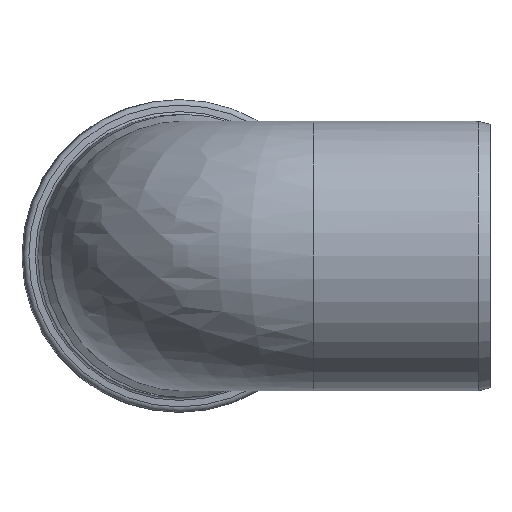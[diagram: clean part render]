
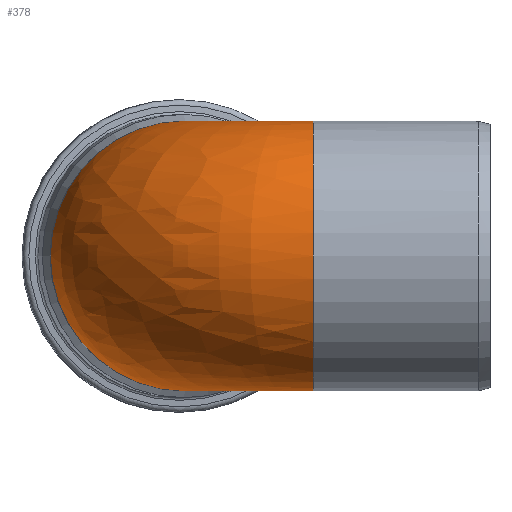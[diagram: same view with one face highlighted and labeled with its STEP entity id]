
A CAD part, left-side view. The second image highlights one B-rep face of the part: STEP entity #378.
In plain terms, the highlighted free-form (B-spline) face has degree [2, 2] with [9, 3] control points.
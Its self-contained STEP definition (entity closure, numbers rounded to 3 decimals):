
#40=(
BOUNDED_SURFACE()
B_SPLINE_SURFACE(2,2,((#691,#692,#693),(#694,#695,#696),(#697,#698,#699),
(#700,#701,#702),(#703,#704,#705),(#706,#707,#708),(#709,#710,#711),(#712,
#713,#714),(#715,#716,#717)),.UNSPECIFIED.,.F.,.F.,.F.)
B_SPLINE_SURFACE_WITH_KNOTS((3,2,2,2,3),(3,3),(-2.757,-1.378,
0.,1.378,2.757),(0.,
1.527),.UNSPECIFIED.)
GEOMETRIC_REPRESENTATION_ITEM()
RATIONAL_B_SPLINE_SURFACE(((1.,0.722,1.),(0.772,
0.558,0.772),(1.,0.722,1.),(0.772,
0.558,0.772),(1.,0.722,1.),(0.772,
0.558,0.772),(1.,0.722,1.),(0.772,
0.558,0.772),(1.,0.722,1.)))
REPRESENTATION_ITEM('')
SURFACE()
);
#45=B_SPLINE_CURVE_WITH_KNOTS('',3,(#655,#656,#657,#658,#659,#660,#661,
#662,#663,#664,#665,#666,#667,#668,#669,#670),.UNSPECIFIED.,.F.,.F.,(4,
3,3,3,3,4),(0.,0.031,0.062,
0.08,0.1,0.14),.UNSPECIFIED.);
#46=B_SPLINE_CURVE_WITH_KNOTS('',3,(#674,#675,#676,#677,#678,#679,#680,
#681,#682,#683,#684,#685,#686,#687,#688,#689),.UNSPECIFIED.,.F.,.F.,(4,
3,3,3,3,4),(0.,0.039,0.06,
0.077,0.108,0.14),.UNSPECIFIED.);
#82=FACE_OUTER_BOUND('',#118,.T.);
#118=EDGE_LOOP('',(#297,#298,#299,#300));
#184=CIRCLE('',#418,45.1);
#185=CIRCLE('',#419,45.1);
#218=VERTEX_POINT('',#653);
#219=VERTEX_POINT('',#654);
#220=VERTEX_POINT('',#671);
#221=VERTEX_POINT('',#673);
#254=EDGE_CURVE('',#218,#219,#45,.T.);
#256=EDGE_CURVE('',#221,#220,#46,.T.);
#258=EDGE_CURVE('',#220,#218,#184,.T.);
#259=EDGE_CURVE('',#221,#219,#185,.T.);
#297=ORIENTED_EDGE('',*,*,#256,.T.);
#298=ORIENTED_EDGE('',*,*,#258,.T.);
#299=ORIENTED_EDGE('',*,*,#254,.T.);
#300=ORIENTED_EDGE('',*,*,#259,.F.);
#378=ADVANCED_FACE('',(#82),#40,.F.);
#418=AXIS2_PLACEMENT_3D('',#718,#494,#495);
#419=AXIS2_PLACEMENT_3D('',#719,#496,#497);
#494=DIRECTION('center_axis',(0.,1.,0.));
#495=DIRECTION('ref_axis',(1.,0.,0.));
#496=DIRECTION('center_axis',(0.999,0.044,0.));
#497=DIRECTION('ref_axis',(0.044,-0.999,0.));
#653=CARTESIAN_POINT('',(41.774,59.124,16.999));
#654=CARTESIAN_POINT('',(42.66,60.049,16.999));
#655=CARTESIAN_POINT('Ctrl Pts',(41.774,59.124,16.999));
#656=CARTESIAN_POINT('Ctrl Pts',(41.781,59.228,16.982));
#657=CARTESIAN_POINT('Ctrl Pts',(41.804,59.33,16.969));
#658=CARTESIAN_POINT('Ctrl Pts',(41.844,59.428,16.959));
#659=CARTESIAN_POINT('Ctrl Pts',(41.882,59.523,16.949));
#660=CARTESIAN_POINT('Ctrl Pts',(41.934,59.612,16.943));
#661=CARTESIAN_POINT('Ctrl Pts',(41.999,59.692,16.941));
#662=CARTESIAN_POINT('Ctrl Pts',(42.036,59.737,16.94));
#663=CARTESIAN_POINT('Ctrl Pts',(42.076,59.778,16.94));
#664=CARTESIAN_POINT('Ctrl Pts',(42.12,59.816,16.941));
#665=CARTESIAN_POINT('Ctrl Pts',(42.172,59.86,16.943));
#666=CARTESIAN_POINT('Ctrl Pts',(42.228,59.899,16.947));
#667=CARTESIAN_POINT('Ctrl Pts',(42.288,59.932,16.952));
#668=CARTESIAN_POINT('Ctrl Pts',(42.404,59.995,16.962));
#669=CARTESIAN_POINT('Ctrl Pts',(42.53,60.035,16.978));
#670=CARTESIAN_POINT('Ctrl Pts',(42.66,60.049,16.999));
#671=CARTESIAN_POINT('',(41.774,59.124,-16.999));
#673=CARTESIAN_POINT('',(42.66,60.049,-16.999));
#674=CARTESIAN_POINT('Ctrl Pts',(42.66,60.049,-16.999));
#675=CARTESIAN_POINT('Ctrl Pts',(42.53,60.035,-16.978));
#676=CARTESIAN_POINT('Ctrl Pts',(42.404,59.995,-16.962));
#677=CARTESIAN_POINT('Ctrl Pts',(42.288,59.932,-16.952));
#678=CARTESIAN_POINT('Ctrl Pts',(42.228,59.899,-16.947));
#679=CARTESIAN_POINT('Ctrl Pts',(42.172,59.86,-16.943));
#680=CARTESIAN_POINT('Ctrl Pts',(42.12,59.816,-16.941));
#681=CARTESIAN_POINT('Ctrl Pts',(42.076,59.778,-16.94));
#682=CARTESIAN_POINT('Ctrl Pts',(42.036,59.737,-16.94));
#683=CARTESIAN_POINT('Ctrl Pts',(41.999,59.692,-16.941));
#684=CARTESIAN_POINT('Ctrl Pts',(41.934,59.612,-16.943));
#685=CARTESIAN_POINT('Ctrl Pts',(41.882,59.523,-16.949));
#686=CARTESIAN_POINT('Ctrl Pts',(41.844,59.428,-16.959));
#687=CARTESIAN_POINT('Ctrl Pts',(41.804,59.33,-16.969));
#688=CARTESIAN_POINT('Ctrl Pts',(41.781,59.228,-16.982));
#689=CARTESIAN_POINT('Ctrl Pts',(41.774,59.124,-16.999));
#691=CARTESIAN_POINT('Ctrl Pts',(41.798,59.124,16.938));
#692=CARTESIAN_POINT('Ctrl Pts',(41.798,59.987,16.938));
#693=CARTESIAN_POINT('Ctrl Pts',(42.661,60.024,16.938));
#694=CARTESIAN_POINT('Ctrl Pts',(27.843,59.124,51.376));
#695=CARTESIAN_POINT('Ctrl Pts',(27.843,73.346,51.376));
#696=CARTESIAN_POINT('Ctrl Pts',(42.052,73.967,51.376));
#697=CARTESIAN_POINT('Ctrl Pts',(-8.629,59.124,44.267));
#698=CARTESIAN_POINT('Ctrl Pts',(-8.629,108.26,44.267));
#699=CARTESIAN_POINT('Ctrl Pts',(40.461,110.403,44.267));
#700=CARTESIAN_POINT('Ctrl Pts',(-45.1,59.124,37.158));
#701=CARTESIAN_POINT('Ctrl Pts',(-45.1,143.174,37.158));
#702=CARTESIAN_POINT('Ctrl Pts',(38.87,146.84,37.158));
#703=CARTESIAN_POINT('Ctrl Pts',(-45.1,59.124,0.));
#704=CARTESIAN_POINT('Ctrl Pts',(-45.1,143.174,0.));
#705=CARTESIAN_POINT('Ctrl Pts',(38.87,146.84,0.));
#706=CARTESIAN_POINT('Ctrl Pts',(-45.1,59.124,-37.158));
#707=CARTESIAN_POINT('Ctrl Pts',(-45.1,143.174,-37.158));
#708=CARTESIAN_POINT('Ctrl Pts',(38.87,146.84,-37.158));
#709=CARTESIAN_POINT('Ctrl Pts',(-8.629,59.124,-44.267));
#710=CARTESIAN_POINT('Ctrl Pts',(-8.629,108.26,-44.267));
#711=CARTESIAN_POINT('Ctrl Pts',(40.461,110.403,-44.267));
#712=CARTESIAN_POINT('Ctrl Pts',(27.843,59.124,-51.376));
#713=CARTESIAN_POINT('Ctrl Pts',(27.843,73.346,-51.376));
#714=CARTESIAN_POINT('Ctrl Pts',(42.052,73.967,-51.376));
#715=CARTESIAN_POINT('Ctrl Pts',(41.798,59.124,-16.938));
#716=CARTESIAN_POINT('Ctrl Pts',(41.798,59.987,-16.938));
#717=CARTESIAN_POINT('Ctrl Pts',(42.661,60.024,-16.938));
#718=CARTESIAN_POINT('Origin',(0.,59.124,0.));
#719=CARTESIAN_POINT('Origin',(40.837,101.783,0.));
